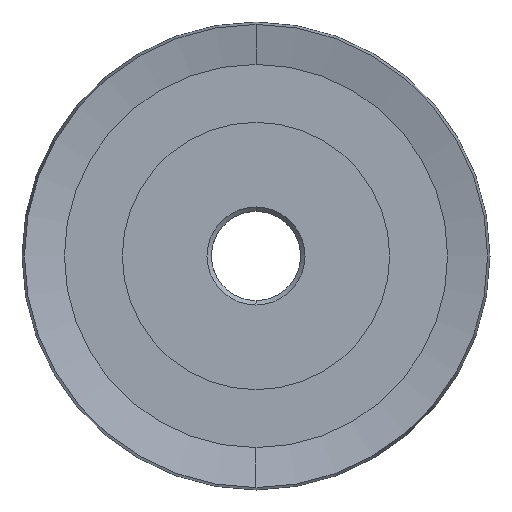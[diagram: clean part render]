
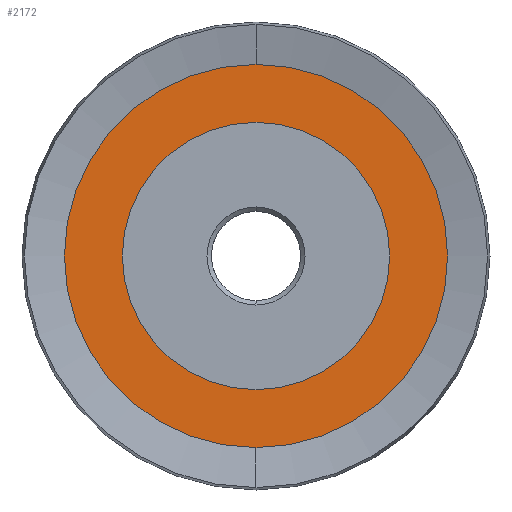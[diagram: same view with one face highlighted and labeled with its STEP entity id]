
A CAD part, left-side view. The second image highlights one B-rep face of the part: STEP entity #2172.
In plain terms, the highlighted planar face has unit normal (-1, 0, 0).
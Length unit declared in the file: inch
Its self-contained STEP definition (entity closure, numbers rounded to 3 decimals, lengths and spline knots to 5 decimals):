
#137 = EDGE_LOOP ( 'NONE', ( #1278, #331 ) ) ;
#267 = DIRECTION ( 'NONE',  ( -1., 0., 0. ) ) ;
#300 = CARTESIAN_POINT ( 'NONE',  ( 0.0325, 0., 0.375 ) ) ;
#331 = ORIENTED_EDGE ( 'NONE', *, *, #2535, .T. ) ;
#737 = VERTEX_POINT ( 'NONE', #300 ) ;
#1190 = AXIS2_PLACEMENT_3D ( 'NONE', #7250, #3350, #7909 ) ;
#1278 = ORIENTED_EDGE ( 'NONE', *, *, #6836, .T. ) ;
#1705 = CIRCLE ( 'NONE', #1190, 0.53758 ) ;
#1960 = DIRECTION ( 'NONE',  ( -1., 0., 0. ) ) ;
#2172 = ADVANCED_FACE ( 'NONE', ( #3629, #7093 ), #5778, .T. ) ;
#2535 = EDGE_CURVE ( 'NONE', #7378, #7596, #4822, .T. ) ;
#2927 = DIRECTION ( 'NONE',  ( -1., 0., 0. ) ) ;
#3043 = VERTEX_POINT ( 'NONE', #5841 ) ;
#3335 = AXIS2_PLACEMENT_3D ( 'NONE', #4075, #267, #4716 ) ;
#3349 = CARTESIAN_POINT ( 'NONE',  ( 0.0325, 0., 0.53758 ) ) ;
#3350 = DIRECTION ( 'NONE',  ( -1., 0., 0. ) ) ;
#3453 = ORIENTED_EDGE ( 'NONE', *, *, #6987, .F. ) ;
#3629 = FACE_BOUND ( 'NONE', #6117, .T. ) ;
#3773 = CARTESIAN_POINT ( 'NONE',  ( 0.0325, 0., 0. ) ) ;
#4075 = CARTESIAN_POINT ( 'NONE',  ( 0.0325, 0., 0. ) ) ;
#4251 = AXIS2_PLACEMENT_3D ( 'NONE', #6814, #2927, #7481 ) ;
#4281 = CIRCLE ( 'NONE', #3335, 0.375 ) ;
#4410 = DIRECTION ( 'NONE',  ( 0., 0., 1. ) ) ;
#4472 = CARTESIAN_POINT ( 'NONE',  ( 0.0325, 0., 0. ) ) ;
#4578 = ORIENTED_EDGE ( 'NONE', *, *, #7292, .F. ) ;
#4716 = DIRECTION ( 'NONE',  ( 0., 0., 1. ) ) ;
#4822 = CIRCLE ( 'NONE', #4251, 0.53758 ) ;
#5108 = CARTESIAN_POINT ( 'NONE',  ( 0.0325, 0., -0.53758 ) ) ;
#5261 = AXIS2_PLACEMENT_3D ( 'NONE', #4472, #1960, #6454 ) ;
#5732 = AXIS2_PLACEMENT_3D ( 'NONE', #3773, #8349, #4410 ) ;
#5778 = PLANE ( 'NONE',  #5261 ) ;
#5841 = CARTESIAN_POINT ( 'NONE',  ( 0.0325, 0., -0.375 ) ) ;
#6117 = EDGE_LOOP ( 'NONE', ( #4578, #3453 ) ) ;
#6454 = DIRECTION ( 'NONE',  ( 0., 0., 1. ) ) ;
#6814 = CARTESIAN_POINT ( 'NONE',  ( 0.0325, 0., 0. ) ) ;
#6836 = EDGE_CURVE ( 'NONE', #7596, #7378, #1705, .T. ) ;
#6987 = EDGE_CURVE ( 'NONE', #737, #3043, #4281, .T. ) ;
#7093 = FACE_OUTER_BOUND ( 'NONE', #137, .T. ) ;
#7250 = CARTESIAN_POINT ( 'NONE',  ( 0.0325, 0., 0. ) ) ;
#7292 = EDGE_CURVE ( 'NONE', #3043, #737, #8090, .T. ) ;
#7378 = VERTEX_POINT ( 'NONE', #5108 ) ;
#7481 = DIRECTION ( 'NONE',  ( 0., 0., 1. ) ) ;
#7596 = VERTEX_POINT ( 'NONE', #3349 ) ;
#7909 = DIRECTION ( 'NONE',  ( 0., 0., 1. ) ) ;
#8090 = CIRCLE ( 'NONE', #5732, 0.375 ) ;
#8349 = DIRECTION ( 'NONE',  ( -1., 0., 0. ) ) ;
